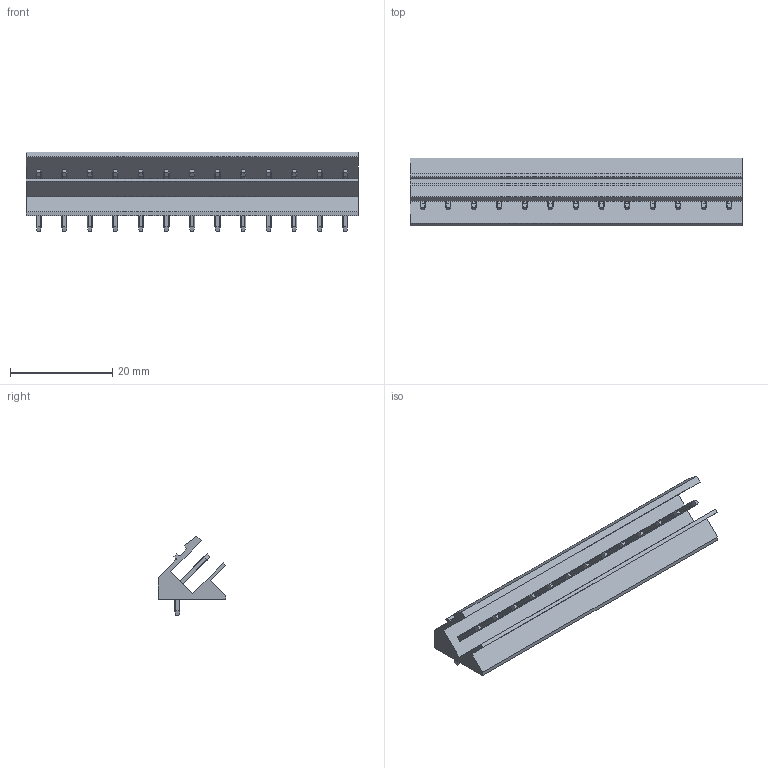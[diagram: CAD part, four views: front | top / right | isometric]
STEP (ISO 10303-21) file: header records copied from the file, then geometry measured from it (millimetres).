
FILE_DESCRIPTION(('CATIA V5 STEP Exchange','CAx-IF Rec.Pracs.--- Model Styling and Organization---1.2---2011-12-15'),'2;1');
FILE_NAME ('D1453855_0_1630360000_1630360000.stp','2018-10-13T04:02:59+00:00',('none'),('Weidmueller'),'CATIA Version 5-6 Release 2014','CATIA V5 STEP AP214','none');
FILE_SCHEMA(('AUTOMOTIVE_DESIGN { 1 0 10303 214 1 1 1 1 }'));
Length unit declared in the file: millimetre
Products named in the file (1): 1630360000
Bounding box: 65 x 13.3 x 15.63 mm (x, y, z)
Volume: 3877.6 mm3; surface area: 5196.3 mm2
Topology: 14 solids, 14 shells, 516 faces, 1360 edges, 872 vertices
Faces by surface type: plane 306, cylinder 210
Entity records: 18685 total; most frequent: CARTESIAN_POINT 7112, ORIENTED_EDGE 2720, DIRECTION 1712, EDGE_CURVE 1354, VECTOR 938, LINE 938, VERTEX_POINT 864, EDGE_LOOP 542
